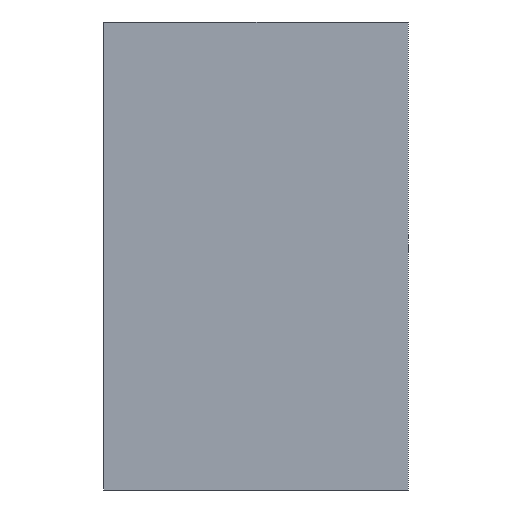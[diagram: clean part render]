
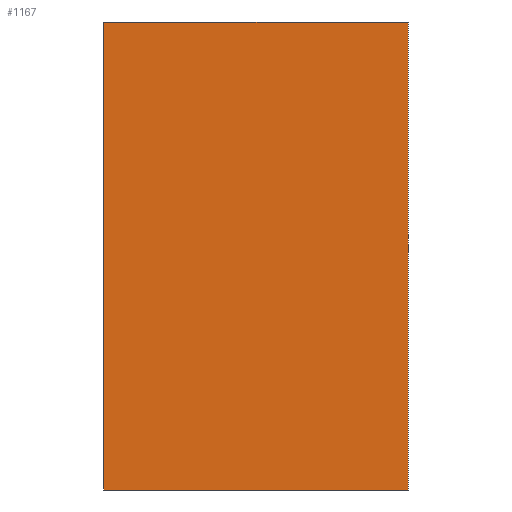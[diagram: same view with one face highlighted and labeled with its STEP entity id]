
A CAD part, left-side view. The second image highlights one B-rep face of the part: STEP entity #1167.
In plain terms, the highlighted planar face has unit normal (-1, 0, 0).
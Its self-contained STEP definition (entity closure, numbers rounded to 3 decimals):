
#62=FACE_OUTER_BOUND('',#121,.T.);
#121=EDGE_LOOP('',(#848,#849,#850,#851));
#205=LINE('',#1714,#364);
#239=LINE('',#1783,#398);
#240=LINE('',#1784,#399);
#241=LINE('',#1785,#400);
#364=VECTOR('',#1406,10.);
#398=VECTOR('',#1442,10.);
#399=VECTOR('',#1443,10.);
#400=VECTOR('',#1444,10.);
#515=VERTEX_POINT('',#1711);
#516=VERTEX_POINT('',#1713);
#549=VERTEX_POINT('',#1781);
#550=VERTEX_POINT('',#1782);
#633=EDGE_CURVE('',#516,#515,#205,.T.);
#667=EDGE_CURVE('',#549,#550,#239,.T.);
#668=EDGE_CURVE('',#516,#550,#240,.T.);
#669=EDGE_CURVE('',#549,#515,#241,.T.);
#848=ORIENTED_EDGE('',*,*,#667,.T.);
#849=ORIENTED_EDGE('',*,*,#668,.F.);
#850=ORIENTED_EDGE('',*,*,#633,.T.);
#851=ORIENTED_EDGE('',*,*,#669,.F.);
#1111=PLANE('',#1299);
#1167=ADVANCED_FACE('',(#62),#1111,.T.);
#1299=AXIS2_PLACEMENT_3D('',#1780,#1440,#1441);
#1406=DIRECTION('',(0.,-1.,0.));
#1440=DIRECTION('center_axis',(-1.,0.,0.));
#1441=DIRECTION('ref_axis',(0.,0.,1.));
#1442=DIRECTION('',(0.,1.,0.));
#1443=DIRECTION('',(0.,0.,1.));
#1444=DIRECTION('',(0.,0.,-1.));
#1711=CARTESIAN_POINT('',(-20.,0.,-5.));
#1713=CARTESIAN_POINT('',(-20.,6.5,-5.));
#1714=CARTESIAN_POINT('',(-20.,6.5,-5.));
#1780=CARTESIAN_POINT('Origin',(-20.,0.,0.));
#1781=CARTESIAN_POINT('',(-20.,0.,5.));
#1782=CARTESIAN_POINT('',(-20.,6.5,5.));
#1783=CARTESIAN_POINT('',(-20.,6.5,5.));
#1784=CARTESIAN_POINT('',(-20.,6.5,0.));
#1785=CARTESIAN_POINT('',(-20.,0.,0.));
